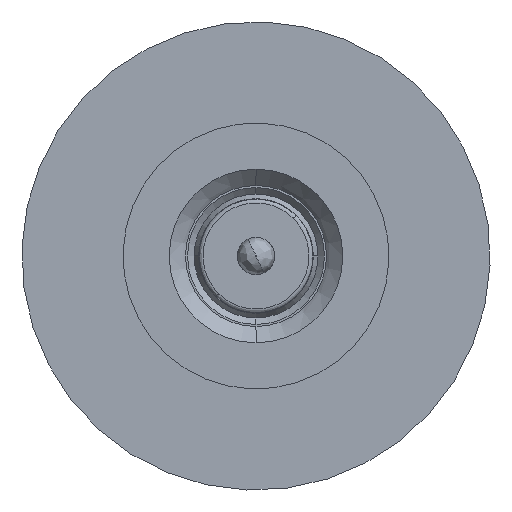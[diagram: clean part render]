
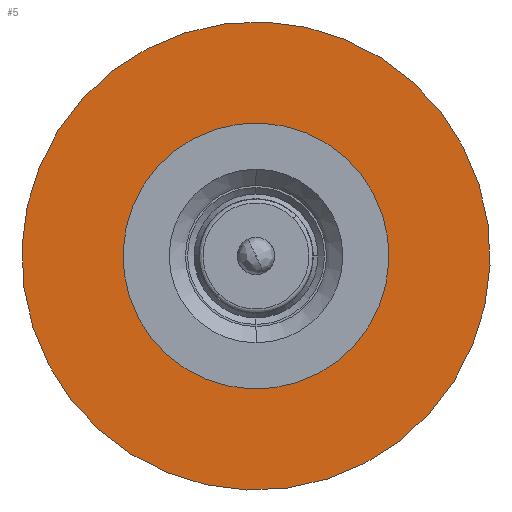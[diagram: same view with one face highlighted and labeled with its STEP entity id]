
A CAD part, front view. The second image highlights one B-rep face of the part: STEP entity #5.
In plain terms, the highlighted planar face has unit normal (0, -1, 0).
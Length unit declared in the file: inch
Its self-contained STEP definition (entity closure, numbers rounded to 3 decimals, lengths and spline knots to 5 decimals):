
#5 = ADVANCED_FACE ( 'NONE', ( #2093, #2094 ), #2095, .F. ) ;
#549 = ORIENTED_EDGE ( 'NONE', *, *, #3245, .F. ) ;
#551 = ORIENTED_EDGE ( 'NONE', *, *, #954, .F. ) ;
#552 = ORIENTED_EDGE ( 'NONE', *, *, #2443, .F. ) ;
#553 = ORIENTED_EDGE ( 'NONE', *, *, #957, .F. ) ;
#954 = EDGE_CURVE ( 'NONE', #1890, #1902, #2804, .T. ) ;
#957 = EDGE_CURVE ( 'NONE', #1962, #1949, #2914, .T. ) ;
#1172 = CARTESIAN_POINT ( 'NONE',  ( 0.33196, -4.52047, 0.04504 ) ) ;
#1183 = CARTESIAN_POINT ( 'NONE',  ( -0.33196, -4.52047, -0.04504 ) ) ;
#1220 = CARTESIAN_POINT ( 'NONE',  ( -0.58464, -4.52047, -0.07933 ) ) ;
#1233 = CARTESIAN_POINT ( 'NONE',  ( 0.58464, -4.52047, 0.07933 ) ) ;
#1479 = CIRCLE ( 'NONE', #1496, 0.335 ) ;
#1496 = AXIS2_PLACEMENT_3D ( 'NONE', #2603, #2604, #2605 ) ;
#1761 = EDGE_LOOP ( 'NONE', ( #552, #553 ) ) ;
#1853 = EDGE_LOOP ( 'NONE', ( #549, #551 ) ) ;
#1890 = VERTEX_POINT ( 'NONE', #1172 ) ;
#1902 = VERTEX_POINT ( 'NONE', #1183 ) ;
#1949 = VERTEX_POINT ( 'NONE', #1220 ) ;
#1962 = VERTEX_POINT ( 'NONE', #1233 ) ;
#2085 = CARTESIAN_POINT ( 'NONE',  ( 0., -4.52047, 0. ) ) ;
#2093 = FACE_BOUND ( 'NONE', #1853, .T. ) ;
#2094 = FACE_OUTER_BOUND ( 'NONE', #1761, .T. ) ;
#2095 = PLANE ( 'NONE',  #2308 ) ;
#2096 = DIRECTION ( 'NONE',  ( 0., 1., 0. ) ) ;
#2097 = DIRECTION ( 'NONE',  ( 0.991, 0., 0.134 ) ) ;
#2308 = AXIS2_PLACEMENT_3D ( 'NONE', #2085, #2096, #2097 ) ;
#2443 = EDGE_CURVE ( 'NONE', #1949, #1962, #2746, .T. ) ;
#2494 = CARTESIAN_POINT ( 'NONE',  ( 0., -4.52047, 0. ) ) ;
#2495 = DIRECTION ( 'NONE',  ( 0., 1., 0. ) ) ;
#2496 = DIRECTION ( 'NONE',  ( 0.991, 0., 0.134 ) ) ;
#2603 = CARTESIAN_POINT ( 'NONE',  ( 0., -4.52047, 0. ) ) ;
#2604 = DIRECTION ( 'NONE',  ( 0., -1., 0. ) ) ;
#2605 = DIRECTION ( 'NONE',  ( -0.991, 0., -0.134 ) ) ;
#2688 = AXIS2_PLACEMENT_3D ( 'NONE', #3181, #3180, #3179 ) ;
#2746 = CIRCLE ( 'NONE', #2910, 0.59 ) ;
#2754 = AXIS2_PLACEMENT_3D ( 'NONE', #3175, #3174, #3173 ) ;
#2804 = CIRCLE ( 'NONE', #2688, 0.335 ) ;
#2910 = AXIS2_PLACEMENT_3D ( 'NONE', #2494, #2495, #2496 ) ;
#2914 = CIRCLE ( 'NONE', #2754, 0.59 ) ;
#3173 = DIRECTION ( 'NONE',  ( 0.991, 0., 0.134 ) ) ;
#3174 = DIRECTION ( 'NONE',  ( 0., 1., 0. ) ) ;
#3175 = CARTESIAN_POINT ( 'NONE',  ( 0., -4.52047, 0. ) ) ;
#3179 = DIRECTION ( 'NONE',  ( -0.991, 0., -0.134 ) ) ;
#3180 = DIRECTION ( 'NONE',  ( 0., -1., 0. ) ) ;
#3181 = CARTESIAN_POINT ( 'NONE',  ( 0., -4.52047, 0. ) ) ;
#3245 = EDGE_CURVE ( 'NONE', #1902, #1890, #1479, .T. ) ;
